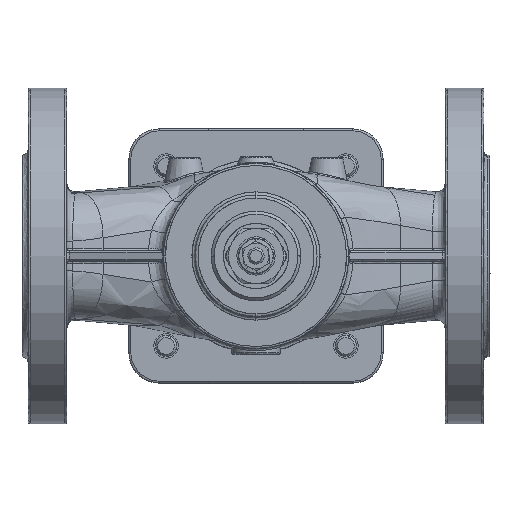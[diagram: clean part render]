
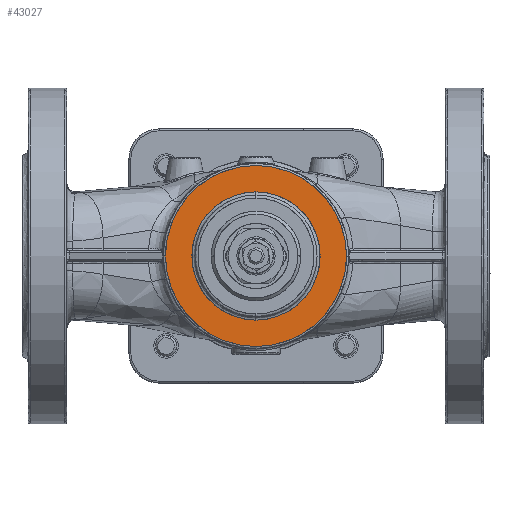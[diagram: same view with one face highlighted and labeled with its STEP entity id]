
A CAD part, front view. The second image highlights one B-rep face of the part: STEP entity #43027.
In plain terms, the highlighted face is planar.
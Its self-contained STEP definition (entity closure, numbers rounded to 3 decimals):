
#42916=CARTESIAN_POINT('Axis2P3D Location',(-46.28,71.,46.28)) ;
#42922=CARTESIAN_POINT('Control Point',(-44.5,71.,0.)) ;
#42923=CARTESIAN_POINT('Control Point',(-44.502,71.,2.593)) ;
#42924=CARTESIAN_POINT('Control Point',(-44.045,71.,7.775)) ;
#42925=CARTESIAN_POINT('Control Point',(-42.025,71.,15.31)) ;
#42926=CARTESIAN_POINT('Control Point',(-38.727,71.,22.375)) ;
#42927=CARTESIAN_POINT('Control Point',(-34.255,71.,28.758)) ;
#42928=CARTESIAN_POINT('Control Point',(-28.745,71.,34.266)) ;
#42929=CARTESIAN_POINT('Control Point',(-22.361,71.,38.735)) ;
#42930=CARTESIAN_POINT('Control Point',(-15.296,71.,42.03)) ;
#42931=CARTESIAN_POINT('Control Point',(-7.765,71.,44.047)) ;
#42932=CARTESIAN_POINT('Control Point',(0.,71.,44.726)) ;
#42933=CARTESIAN_POINT('Control Point',(7.765,71.,44.047)) ;
#42934=CARTESIAN_POINT('Control Point',(15.296,71.,42.03)) ;
#42935=CARTESIAN_POINT('Control Point',(22.361,71.,38.735)) ;
#42936=CARTESIAN_POINT('Control Point',(28.745,71.,34.266)) ;
#42937=CARTESIAN_POINT('Control Point',(34.255,71.,28.758)) ;
#42938=CARTESIAN_POINT('Control Point',(38.727,71.,22.375)) ;
#42939=CARTESIAN_POINT('Control Point',(42.025,71.,15.31)) ;
#42940=CARTESIAN_POINT('Control Point',(44.045,71.,7.775)) ;
#42941=CARTESIAN_POINT('Control Point',(44.502,71.,2.593)) ;
#42942=CARTESIAN_POINT('Control Point',(44.5,71.,0.)) ;
#42943=CARTESIAN_POINT('Vertex',(-44.5,71.,0.)) ;
#42945=CARTESIAN_POINT('Vertex',(44.5,71.,0.)) ;
#42949=CARTESIAN_POINT('Control Point',(44.5,71.,0.)) ;
#42950=CARTESIAN_POINT('Control Point',(44.502,71.,-2.593)) ;
#42951=CARTESIAN_POINT('Control Point',(44.045,71.,-7.775)) ;
#42952=CARTESIAN_POINT('Control Point',(42.025,71.,-15.31)) ;
#42953=CARTESIAN_POINT('Control Point',(38.727,71.,-22.375)) ;
#42954=CARTESIAN_POINT('Control Point',(34.255,71.,-28.758)) ;
#42955=CARTESIAN_POINT('Control Point',(28.745,71.,-34.266)) ;
#42956=CARTESIAN_POINT('Control Point',(22.361,71.,-38.735)) ;
#42957=CARTESIAN_POINT('Control Point',(15.296,71.,-42.03)) ;
#42958=CARTESIAN_POINT('Control Point',(7.765,71.,-44.047)) ;
#42959=CARTESIAN_POINT('Control Point',(0.,71.,-44.726)) ;
#42960=CARTESIAN_POINT('Control Point',(-7.765,71.,-44.047)) ;
#42961=CARTESIAN_POINT('Control Point',(-15.296,71.,-42.03)) ;
#42962=CARTESIAN_POINT('Control Point',(-22.361,71.,-38.735)) ;
#42963=CARTESIAN_POINT('Control Point',(-28.745,71.,-34.266)) ;
#42964=CARTESIAN_POINT('Control Point',(-34.255,71.,-28.758)) ;
#42965=CARTESIAN_POINT('Control Point',(-38.727,71.,-22.375)) ;
#42966=CARTESIAN_POINT('Control Point',(-42.025,71.,-15.31)) ;
#42967=CARTESIAN_POINT('Control Point',(-44.045,71.,-7.775)) ;
#42968=CARTESIAN_POINT('Control Point',(-44.502,71.,-2.593)) ;
#42969=CARTESIAN_POINT('Control Point',(-44.5,71.,0.)) ;
#42976=CARTESIAN_POINT('Control Point',(0.,71.,-31.5)) ;
#42977=CARTESIAN_POINT('Control Point',(1.955,71.,-31.502)) ;
#42978=CARTESIAN_POINT('Control Point',(5.856,71.,-31.135)) ;
#42979=CARTESIAN_POINT('Control Point',(11.497,71.,-29.521)) ;
#42980=CARTESIAN_POINT('Control Point',(16.727,71.,-26.903)) ;
#42981=CARTESIAN_POINT('Control Point',(21.378,71.,-23.378)) ;
#42982=CARTESIAN_POINT('Control Point',(25.301,71.,-19.063)) ;
#42983=CARTESIAN_POINT('Control Point',(28.368,71.,-14.101)) ;
#42984=CARTESIAN_POINT('Control Point',(30.473,71.,-8.658)) ;
#42985=CARTESIAN_POINT('Control Point',(31.545,71.,-2.919)) ;
#42986=CARTESIAN_POINT('Control Point',(31.545,71.,2.919)) ;
#42987=CARTESIAN_POINT('Control Point',(30.473,71.,8.658)) ;
#42988=CARTESIAN_POINT('Control Point',(28.368,71.,14.101)) ;
#42989=CARTESIAN_POINT('Control Point',(25.301,71.,19.063)) ;
#42990=CARTESIAN_POINT('Control Point',(21.378,71.,23.378)) ;
#42991=CARTESIAN_POINT('Control Point',(16.727,71.,26.903)) ;
#42992=CARTESIAN_POINT('Control Point',(11.497,71.,29.521)) ;
#42993=CARTESIAN_POINT('Control Point',(5.856,71.,31.135)) ;
#42994=CARTESIAN_POINT('Control Point',(1.955,71.,31.502)) ;
#42995=CARTESIAN_POINT('Control Point',(0.,71.,31.5)) ;
#42996=CARTESIAN_POINT('Vertex',(0.,71.,-31.5)) ;
#42998=CARTESIAN_POINT('Vertex',(0.,71.,31.5)) ;
#43002=CARTESIAN_POINT('Control Point',(0.,71.,31.5)) ;
#43003=CARTESIAN_POINT('Control Point',(-1.955,71.,31.502)) ;
#43004=CARTESIAN_POINT('Control Point',(-5.856,71.,31.135)) ;
#43005=CARTESIAN_POINT('Control Point',(-11.497,71.,29.521)) ;
#43006=CARTESIAN_POINT('Control Point',(-16.727,71.,26.903)) ;
#43007=CARTESIAN_POINT('Control Point',(-21.378,71.,23.378)) ;
#43008=CARTESIAN_POINT('Control Point',(-25.301,71.,19.063)) ;
#43009=CARTESIAN_POINT('Control Point',(-28.368,71.,14.101)) ;
#43010=CARTESIAN_POINT('Control Point',(-30.473,71.,8.658)) ;
#43011=CARTESIAN_POINT('Control Point',(-31.545,71.,2.919)) ;
#43012=CARTESIAN_POINT('Control Point',(-31.545,71.,-2.919)) ;
#43013=CARTESIAN_POINT('Control Point',(-30.473,71.,-8.658)) ;
#43014=CARTESIAN_POINT('Control Point',(-28.368,71.,-14.101)) ;
#43015=CARTESIAN_POINT('Control Point',(-25.301,71.,-19.063)) ;
#43016=CARTESIAN_POINT('Control Point',(-21.378,71.,-23.378)) ;
#43017=CARTESIAN_POINT('Control Point',(-16.727,71.,-26.903)) ;
#43018=CARTESIAN_POINT('Control Point',(-11.497,71.,-29.521)) ;
#43019=CARTESIAN_POINT('Control Point',(-5.856,71.,-31.135)) ;
#43020=CARTESIAN_POINT('Control Point',(-1.955,71.,-31.502)) ;
#43021=CARTESIAN_POINT('Control Point',(0.,71.,-31.5)) ;
#42917=DIRECTION('Axis2P3D Direction',(-0.,1.,0.)) ;
#42918=DIRECTION('Axis2P3D XDirection',(1.,0.,0.)) ;
#42919=AXIS2_PLACEMENT_3D('Plane Axis2P3D',#42916,#42917,#42918) ;
#42972=ORIENTED_EDGE('',*,*,#42947,.T.) ;
#42973=ORIENTED_EDGE('',*,*,#42970,.T.) ;
#43024=ORIENTED_EDGE('',*,*,#43000,.T.) ;
#43025=ORIENTED_EDGE('',*,*,#43022,.T.) ;
#43026=FACE_BOUND('',#43023,.T.) ;
#43027=ADVANCED_FACE('Surface.360',(#42974,#43026),#42920,.T.) ;
#42921=B_SPLINE_CURVE_WITH_KNOTS('',3,(#42922,#42923,#42924,#42925,#42926,#42927,#42928,#42929,#42930,#42931,#42932,#42933,#42934,#42935,#42936,#42937,#42938,#42939,#42940,#42941,#42942),.UNSPECIFIED.,.F.,.U.,(4,1,1,1,1,1,1,1,1,1,1,1,1,1,1,1,1,1,4),(0.,7.806,15.605,23.401,31.193,38.981,46.772,54.568,62.365,70.157,77.949,85.746,93.543,101.333,109.121,116.913,124.71,132.509,140.314),.UNSPECIFIED.) ;
#42948=B_SPLINE_CURVE_WITH_KNOTS('',3,(#42949,#42950,#42951,#42952,#42953,#42954,#42955,#42956,#42957,#42958,#42959,#42960,#42961,#42962,#42963,#42964,#42965,#42966,#42967,#42968,#42969),.UNSPECIFIED.,.F.,.U.,(4,1,1,1,1,1,1,1,1,1,1,1,1,1,1,1,1,1,4),(0.,7.806,15.605,23.401,31.193,38.981,46.772,54.568,62.365,70.157,77.949,85.746,93.543,101.333,109.121,116.913,124.71,132.509,140.314),.UNSPECIFIED.) ;
#42975=B_SPLINE_CURVE_WITH_KNOTS('',3,(#42976,#42977,#42978,#42979,#42980,#42981,#42982,#42983,#42984,#42985,#42986,#42987,#42988,#42989,#42990,#42991,#42992,#42993,#42994,#42995),.UNSPECIFIED.,.F.,.U.,(4,1,1,1,1,1,1,1,1,1,1,1,1,1,1,1,1,4),(0.,5.887,11.753,17.598,23.43,29.259,35.091,40.926,46.764,52.602,58.44,64.276,70.108,75.937,81.768,87.613,93.479,99.367),.UNSPECIFIED.) ;
#43001=B_SPLINE_CURVE_WITH_KNOTS('',3,(#43002,#43003,#43004,#43005,#43006,#43007,#43008,#43009,#43010,#43011,#43012,#43013,#43014,#43015,#43016,#43017,#43018,#43019,#43020,#43021),.UNSPECIFIED.,.F.,.U.,(4,1,1,1,1,1,1,1,1,1,1,1,1,1,1,1,1,4),(0.,5.887,11.753,17.598,23.43,29.259,35.091,40.926,46.764,52.602,58.44,64.276,70.108,75.937,81.768,87.613,93.479,99.367),.UNSPECIFIED.) ;
#42947=EDGE_CURVE('',#42944,#42946,#42921,.T.) ;
#42970=EDGE_CURVE('',#42946,#42944,#42948,.T.) ;
#43000=EDGE_CURVE('',#42997,#42999,#42975,.T.) ;
#43022=EDGE_CURVE('',#42999,#42997,#43001,.T.) ;
#42971=EDGE_LOOP('',(#42972,#42973)) ;
#43023=EDGE_LOOP('',(#43024,#43025)) ;
#42974=FACE_OUTER_BOUND('',#42971,.T.) ;
#42920=PLANE('',#42919) ;
#42944=VERTEX_POINT('',#42943) ;
#42946=VERTEX_POINT('',#42945) ;
#42997=VERTEX_POINT('',#42996) ;
#42999=VERTEX_POINT('',#42998) ;
